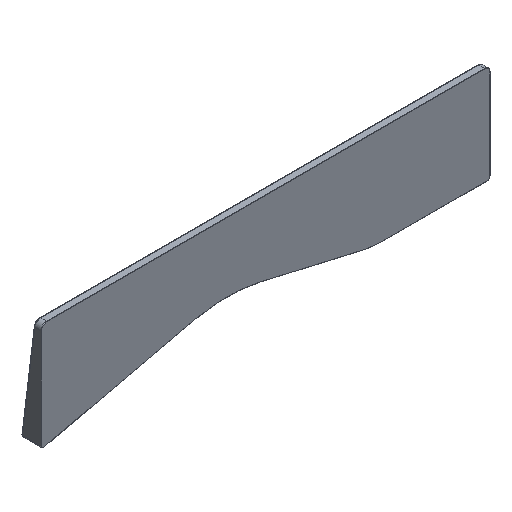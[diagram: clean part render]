
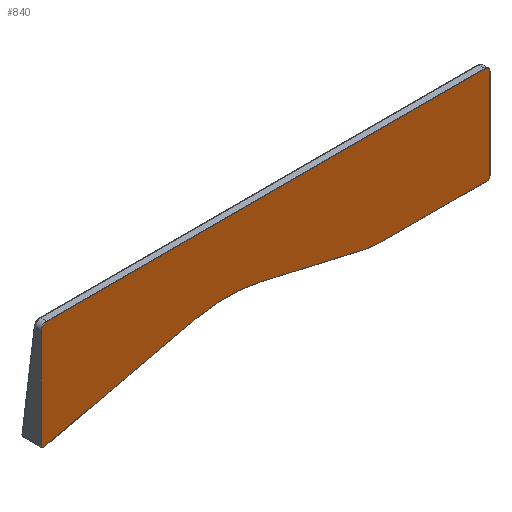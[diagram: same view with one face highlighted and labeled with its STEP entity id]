
A CAD part, isometric view. The second image highlights one B-rep face of the part: STEP entity #840.
In plain terms, the highlighted planar face has unit normal (0, -1, 0).
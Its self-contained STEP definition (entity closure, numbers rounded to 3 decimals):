
#11 = ORIENTED_EDGE ( 'NONE', *, *, #743, .T. ) ;
#22 = CARTESIAN_POINT ( 'NONE',  ( 308.2, 0., 13. ) ) ;
#37 = CARTESIAN_POINT ( 'NONE',  ( 399.348, 0., 0. ) ) ;
#50 = EDGE_LOOP ( 'NONE', ( #628, #11, #722, #123, #896, #201, #1028, #358, #686, #453, #265, #1054 ) ) ;
#76 = DIRECTION ( 'NONE',  ( 0., 1., 0. ) ) ;
#123 = ORIENTED_EDGE ( 'NONE', *, *, #726, .T. ) ;
#138 = EDGE_CURVE ( 'NONE', #718, #296, #1302, .T. ) ;
#144 = CARTESIAN_POINT ( 'NONE',  ( -4.7, 0., -82. ) ) ;
#154 = EDGE_CURVE ( 'NONE', #990, #1255, #1051, .T. ) ;
#171 = CARTESIAN_POINT ( 'NONE',  ( 164.773, 0., -189.937 ) ) ;
#201 = ORIENTED_EDGE ( 'NONE', *, *, #819, .T. ) ;
#265 = ORIENTED_EDGE ( 'NONE', *, *, #1137, .T. ) ;
#284 = CARTESIAN_POINT ( 'NONE',  ( 0., 0., 0. ) ) ;
#296 = VERTEX_POINT ( 'NONE', #1037 ) ;
#298 = PLANE ( 'NONE',  #730 ) ;
#305 = CARTESIAN_POINT ( 'NONE',  ( 395.48, 0., -107.42 ) ) ;
#312 = DIRECTION ( 'NONE',  ( 0., -1., 0. ) ) ;
#321 = DIRECTION ( 'NONE',  ( 0., -1., 0. ) ) ;
#323 = CARTESIAN_POINT ( 'NONE',  ( 399.348, 0., 4.7 ) ) ;
#326 = EDGE_CURVE ( 'NONE', #1000, #1202, #1155, .T. ) ;
#332 = AXIS2_PLACEMENT_3D ( 'NONE', #284, #511, #1099 ) ;
#349 = VERTEX_POINT ( 'NONE', #1058 ) ;
#358 = ORIENTED_EDGE ( 'NONE', *, *, #997, .T. ) ;
#359 = CARTESIAN_POINT ( 'NONE',  ( 404.048, 0., -82. ) ) ;
#370 = CARTESIAN_POINT ( 'NONE',  ( -2.618, 0., -92.802 ) ) ;
#388 = DIRECTION ( 'NONE',  ( 0., 0., 1. ) ) ;
#395 = AXIS2_PLACEMENT_3D ( 'NONE', #22, #312, #830 ) ;
#401 = DIRECTION ( 'NONE',  ( 0., 0., 1. ) ) ;
#409 = VERTEX_POINT ( 'NONE', #676 ) ;
#421 = EDGE_CURVE ( 'NONE', #938, #409, #1191, .T. ) ;
#437 = VECTOR ( 'NONE', #1045, 1000. ) ;
#453 = ORIENTED_EDGE ( 'NONE', *, *, #138, .T. ) ;
#479 = CIRCLE ( 'NONE', #395, 97.7 ) ;
#482 = CARTESIAN_POINT ( 'NONE',  ( 404.048, 0., -82. ) ) ;
#511 = DIRECTION ( 'NONE',  ( 0., -1., 0. ) ) ;
#542 = DIRECTION ( 'NONE',  ( 0., -1., 0. ) ) ;
#543 = CARTESIAN_POINT ( 'NONE',  ( 308.2, 0., -84.7 ) ) ;
#544 = CIRCLE ( 'NONE', #1282, 1.7 ) ;
#545 = EDGE_CURVE ( 'NONE', #1002, #589, #1098, .T. ) ;
#552 = EDGE_CURVE ( 'NONE', #409, #1186, #479, .T. ) ;
#589 = VERTEX_POINT ( 'NONE', #359 ) ;
#628 = ORIENTED_EDGE ( 'NONE', *, *, #552, .T. ) ;
#674 = DIRECTION ( 'NONE',  ( 0., 0., 1. ) ) ;
#676 = CARTESIAN_POINT ( 'NONE',  ( 286.222, 0., -82.196 ) ) ;
#686 = ORIENTED_EDGE ( 'NONE', *, *, #1142, .T. ) ;
#694 = DIRECTION ( 'NONE',  ( 0., 1., 0. ) ) ;
#695 = DIRECTION ( 'NONE',  ( 0., 0., 1. ) ) ;
#701 = DIRECTION ( 'NONE',  ( -1., 0., 0. ) ) ;
#718 = VERTEX_POINT ( 'NONE', #370 ) ;
#722 = ORIENTED_EDGE ( 'NONE', *, *, #545, .T. ) ;
#724 = CARTESIAN_POINT ( 'NONE',  ( 194.534, 0., -61.028 ) ) ;
#726 = EDGE_CURVE ( 'NONE', #589, #1000, #1158, .T. ) ;
#730 = AXIS2_PLACEMENT_3D ( 'NONE', #882, #76, #695 ) ;
#743 = EDGE_CURVE ( 'NONE', #1186, #1002, #978, .T. ) ;
#749 = CARTESIAN_POINT ( 'NONE',  ( 401.348, 0., -84.7 ) ) ;
#790 = LINE ( 'NONE', #798, #1011 ) ;
#794 = VECTOR ( 'NONE', #984, 1000. ) ;
#798 = CARTESIAN_POINT ( 'NONE',  ( 401.348, 0., 4.7 ) ) ;
#800 = CARTESIAN_POINT ( 'NONE',  ( 383.274, 0., -3.712 ) ) ;
#809 = CARTESIAN_POINT ( 'NONE',  ( -4.7, 0., 0. ) ) ;
#819 = EDGE_CURVE ( 'NONE', #1202, #990, #790, .T. ) ;
#830 = DIRECTION ( 'NONE',  ( 0., 0., 1. ) ) ;
#840 = ADVANCED_FACE ( 'NONE', ( #1204 ), #298, .F. ) ;
#856 = VECTOR ( 'NONE', #1126, 1000. ) ;
#882 = CARTESIAN_POINT ( 'NONE',  ( 401.348, 0., -82. ) ) ;
#886 = CARTESIAN_POINT ( 'NONE',  ( -3., 0., -91.146 ) ) ;
#896 = ORIENTED_EDGE ( 'NONE', *, *, #326, .T. ) ;
#898 = VECTOR ( 'NONE', #674, 1000. ) ;
#920 = VECTOR ( 'NONE', #1089, 1000. ) ;
#922 = CIRCLE ( 'NONE', #1222, 132.3 ) ;
#925 = DIRECTION ( 'NONE',  ( 0., 0., 1. ) ) ;
#938 = VERTEX_POINT ( 'NONE', #724 ) ;
#940 = AXIS2_PLACEMENT_3D ( 'NONE', #942, #321, #1029 ) ;
#942 = CARTESIAN_POINT ( 'NONE',  ( 401.348, 0., -82. ) ) ;
#961 = CARTESIAN_POINT ( 'NONE',  ( 404.048, 0., 0. ) ) ;
#978 = LINE ( 'NONE', #1280, #920 ) ;
#984 = DIRECTION ( 'NONE',  ( 0.974, 0., -0.225 ) ) ;
#990 = VERTEX_POINT ( 'NONE', #1062 ) ;
#997 = EDGE_CURVE ( 'NONE', #1255, #349, #1259, .T. ) ;
#1000 = VERTEX_POINT ( 'NONE', #961 ) ;
#1002 = VERTEX_POINT ( 'NONE', #749 ) ;
#1011 = VECTOR ( 'NONE', #701, 1000. ) ;
#1028 = ORIENTED_EDGE ( 'NONE', *, *, #154, .T. ) ;
#1029 = DIRECTION ( 'NONE',  ( 0., 0., 1. ) ) ;
#1037 = CARTESIAN_POINT ( 'NONE',  ( 135.012, 0., -61.028 ) ) ;
#1045 = DIRECTION ( 'NONE',  ( 0., 0., -1. ) ) ;
#1051 = CIRCLE ( 'NONE', #332, 4.7 ) ;
#1054 = ORIENTED_EDGE ( 'NONE', *, *, #421, .T. ) ;
#1058 = CARTESIAN_POINT ( 'NONE',  ( -4.7, 0., -91.146 ) ) ;
#1062 = CARTESIAN_POINT ( 'NONE',  ( 0., 0., 4.7 ) ) ;
#1089 = DIRECTION ( 'NONE',  ( 1., 0., 0. ) ) ;
#1097 = AXIS2_PLACEMENT_3D ( 'NONE', #37, #542, #925 ) ;
#1098 = CIRCLE ( 'NONE', #940, 2.7 ) ;
#1099 = DIRECTION ( 'NONE',  ( 0., 0., 1. ) ) ;
#1109 = DIRECTION ( 'NONE',  ( 0., -1., 0. ) ) ;
#1126 = DIRECTION ( 'NONE',  ( 0.974, 0., 0.225 ) ) ;
#1137 = EDGE_CURVE ( 'NONE', #296, #938, #922, .T. ) ;
#1142 = EDGE_CURVE ( 'NONE', #349, #718, #544, .T. ) ;
#1155 = CIRCLE ( 'NONE', #1097, 4.7 ) ;
#1158 = LINE ( 'NONE', #482, #898 ) ;
#1186 = VERTEX_POINT ( 'NONE', #543 ) ;
#1191 = LINE ( 'NONE', #305, #794 ) ;
#1202 = VERTEX_POINT ( 'NONE', #323 ) ;
#1204 = FACE_OUTER_BOUND ( 'NONE', #50, .T. ) ;
#1222 = AXIS2_PLACEMENT_3D ( 'NONE', #171, #694, #401 ) ;
#1255 = VERTEX_POINT ( 'NONE', #809 ) ;
#1259 = LINE ( 'NONE', #144, #437 ) ;
#1280 = CARTESIAN_POINT ( 'NONE',  ( 401.348, 0., -84.7 ) ) ;
#1282 = AXIS2_PLACEMENT_3D ( 'NONE', #886, #1109, #388 ) ;
#1302 = LINE ( 'NONE', #800, #856 ) ;
